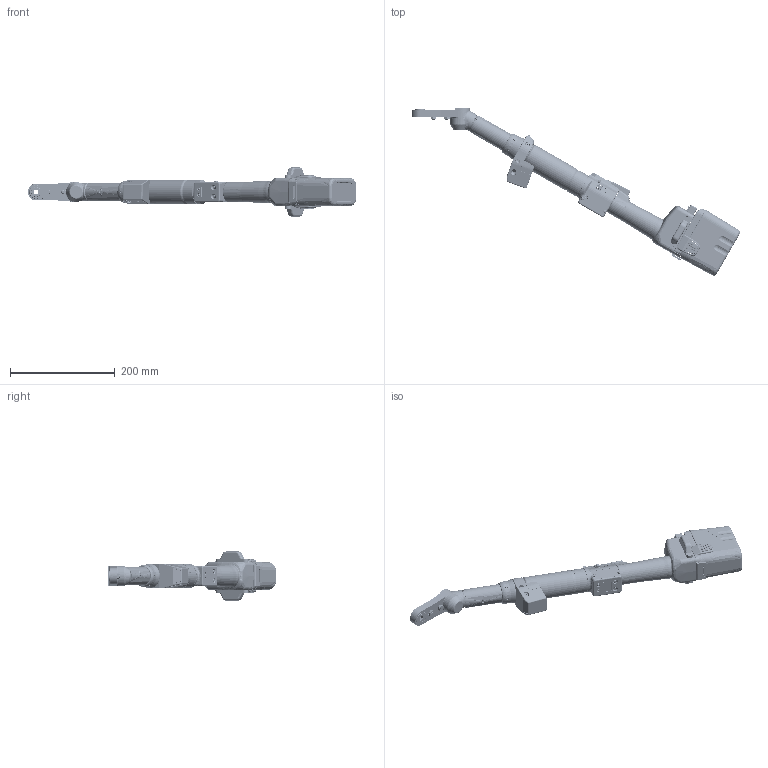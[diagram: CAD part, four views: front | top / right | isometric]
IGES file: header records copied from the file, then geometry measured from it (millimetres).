
Start section:  PTC IGES file: 47bcysb30c3.igs
Global section: file name: 47bcysb30c3.igs; native system: Pro/ENGINEER by Parametric Technology Corporation; preprocessor: 2010140; author: k62ak; organization: Unknown; date: 20140910.080157; units: millimetre
Bounding box: 625.89 x 319.67 x 93.5 mm (x, y, z)
Volume: 567372.5 mm3; surface area: 378997.1 mm2
Topology: 7 solids, 7 shells, 12916 faces, 36082 edges, 23560 vertices
Faces by surface type: bspline 10217, revolution 2645, extrusion 54
